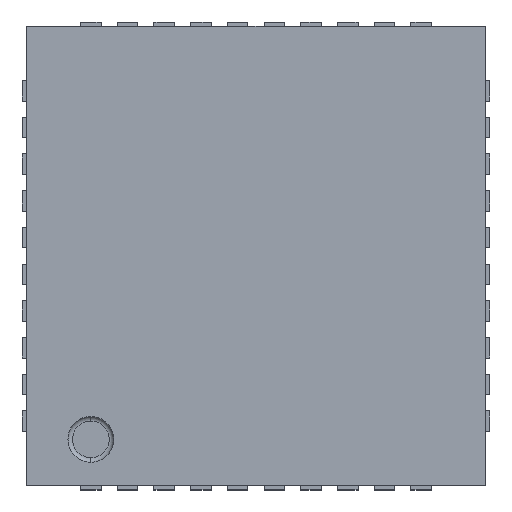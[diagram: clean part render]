
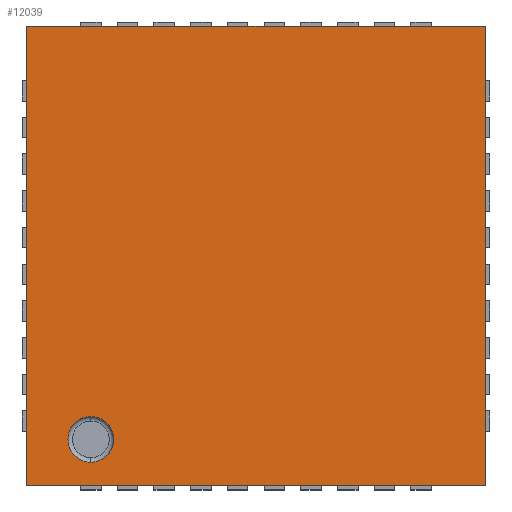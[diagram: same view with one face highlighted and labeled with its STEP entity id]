
A CAD part, top view. The second image highlights one B-rep face of the part: STEP entity #12039.
In plain terms, the highlighted planar face has unit normal (0, 0, 1).
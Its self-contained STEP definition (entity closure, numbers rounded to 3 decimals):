
#11861 = CARTESIAN_POINT ( 'NONE',  ( -1.8, -1.75, 0.9 ) ) ;
#11862 = VERTEX_POINT ( 'NONE', #11861 ) ;
#11870 = CARTESIAN_POINT ( 'NONE',  ( -1.8, -2.25, 0.9 ) ) ;
#11871 = VERTEX_POINT ( 'NONE', #11870 ) ;
#11872 = CARTESIAN_POINT ( 'NONE',  ( -1.8, -2., 0.9 ) ) ;
#11873 = DIRECTION ( 'NONE',  ( 0., 0., 1. ) ) ;
#11874 = DIRECTION ( 'NONE',  ( 0., -1., 0. ) ) ;
#11875 = AXIS2_PLACEMENT_3D ( 'NONE', #11872, #11873, #11874 ) ;
#11876 = CIRCLE ( 'NONE', #11875, 0.25) ;
#11877 = EDGE_CURVE ( 'NONE', #11862, #11871, #11876, .T. ) ;
#11904 = CARTESIAN_POINT ( 'NONE',  ( -2.5, -2.5, 0.9 ) ) ;
#11905 = VERTEX_POINT ( 'NONE', #11904 ) ;
#11912 = CARTESIAN_POINT ( 'NONE',  ( -2.5, 2.5, 0.9 ) ) ;
#11913 = VERTEX_POINT ( 'NONE', #11912 ) ;
#11914 = CARTESIAN_POINT ( 'NONE',  ( -2.5, -2.5, 0.9 ) ) ;
#11915 = DIRECTION ( 'NONE',  ( 0., -1., 0. ) ) ;
#11916 = VECTOR ( 'NONE', #11915, 1000. ) ;
#11917 = LINE ( 'NONE', #11914, #11916 ) ;
#11918 = EDGE_CURVE ( 'NONE', #11913, #11905, #11917, .T. ) ;
#11942 = CARTESIAN_POINT ( 'NONE',  ( 2.5, -2.5, 0.9 ) ) ;
#11943 = VERTEX_POINT ( 'NONE', #11942 ) ;
#11950 = CARTESIAN_POINT ( 'NONE',  ( 2.5, -2.5, 0.9 ) ) ;
#11951 = DIRECTION ( 'NONE',  ( 1., 0., 0. ) ) ;
#11952 = VECTOR ( 'NONE', #11951, 1000. ) ;
#11953 = LINE ( 'NONE', #11950, #11952 ) ;
#11954 = EDGE_CURVE ( 'NONE', #11905, #11943, #11953, .T. ) ;
#11973 = CARTESIAN_POINT ( 'NONE',  ( 2.5, 2.5, 0.9 ) ) ;
#11974 = VERTEX_POINT ( 'NONE', #11973 ) ;
#11981 = CARTESIAN_POINT ( 'NONE',  ( 2.5, -2.5, 0.9 ) ) ;
#11982 = DIRECTION ( 'NONE',  ( 0., 1., 0. ) ) ;
#11983 = VECTOR ( 'NONE', #11982, 1000. ) ;
#11984 = LINE ( 'NONE', #11981, #11983 ) ;
#11985 = EDGE_CURVE ( 'NONE', #11943, #11974, #11984, .T. ) ;
#12003 = CARTESIAN_POINT ( 'NONE',  ( 2.5, 2.5, 0.9 ) ) ;
#12004 = DIRECTION ( 'NONE',  ( -1., 0., 0. ) ) ;
#12005 = VECTOR ( 'NONE', #12004, 1000. ) ;
#12006 = LINE ( 'NONE', #12003, #12005 ) ;
#12007 = EDGE_CURVE ( 'NONE', #11974, #11913, #12006, .T. ) ;
#12018 = CARTESIAN_POINT ( 'NONE',  ( -1.8, -2., 0.9 ) ) ;
#12019 = DIRECTION ( 'NONE',  ( 0., 0., 1. ) ) ;
#12020 = DIRECTION ( 'NONE',  ( 0., -1., 0. ) ) ;
#12021 = AXIS2_PLACEMENT_3D ( 'NONE', #12018, #12019, #12020 ) ;
#12022 = CIRCLE ( 'NONE', #12021, 0.25) ;
#12023 = EDGE_CURVE ( 'NONE', #11871, #11862, #12022, .T. ) ;
#12024 = ORIENTED_EDGE ( 'NONE', *, *, #12023, .F. ) ;
#12025 = ORIENTED_EDGE ( 'NONE', *, *, #11877, .F. ) ;
#12026 = EDGE_LOOP ( 'NONE', ( #12024, #12025 ) ) ;
#12027 = FACE_BOUND ( 'NONE', #12026, .T. ) ;
#12028 = ORIENTED_EDGE ( 'NONE', *, *, #11918, .T. ) ;
#12029 = ORIENTED_EDGE ( 'NONE', *, *, #11954, .T. ) ;
#12030 = ORIENTED_EDGE ( 'NONE', *, *, #11985, .T. ) ;
#12031 = ORIENTED_EDGE ( 'NONE', *, *, #12007, .T. ) ;
#12032 = EDGE_LOOP ( 'NONE', ( #12028, #12029, #12030, #12031 ) ) ;
#12033 = FACE_OUTER_BOUND ( 'NONE', #12032, .T. ) ;
#12034 = CARTESIAN_POINT ( 'NONE',  ( 0., 0., 0.9 ) ) ;
#12035 = DIRECTION ( 'NONE',  ( 0., 0., 1. ) ) ;
#12036 = DIRECTION ( 'NONE',  ( 0., -1., 0. ) ) ;
#12037 = AXIS2_PLACEMENT_3D ( 'NONE', #12034, #12035, #12036 ) ;
#12038 = PLANE ( 'NONE', #12037 ) ;
#12039 = ADVANCED_FACE ( 'NONE', ( #12027, #12033 ), #12038, .T. ) ;
